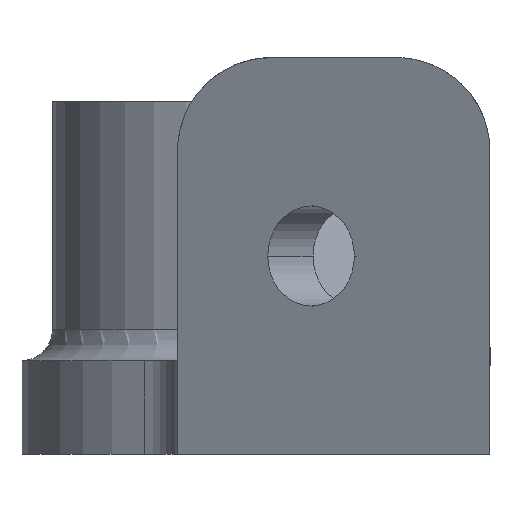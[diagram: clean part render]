
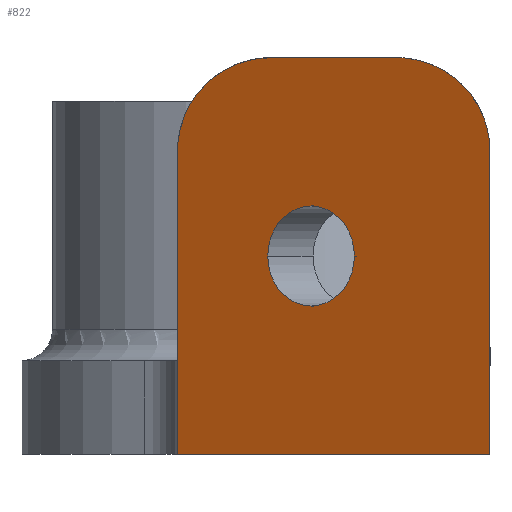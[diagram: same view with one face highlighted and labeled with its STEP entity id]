
A CAD part, left-side view. The second image highlights one B-rep face of the part: STEP entity #822.
In plain terms, the highlighted planar face has unit normal (-0.866, 0.5, 0).
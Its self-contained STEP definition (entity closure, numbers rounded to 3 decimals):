
#16 = CARTESIAN_POINT ( 'NONE',  ( -43.03, -74.531, 19.4 ) ) ;
#28 = CARTESIAN_POINT ( 'NONE',  ( -32.918, -57.016, 25.4 ) ) ;
#30 = ORIENTED_EDGE ( 'NONE', *, *, #1122, .T. ) ;
#65 = EDGE_CURVE ( 'NONE', #1246, #1227, #996, .T. ) ;
#79 = PLANE ( 'NONE',  #1180 ) ;
#80 = CARTESIAN_POINT ( 'NONE',  ( -41.595, -72.045, 25.4 ) ) ;
#86 = CARTESIAN_POINT ( 'NONE',  ( -43.03, -74.531, 22.915 ) ) ;
#91 = FACE_BOUND ( 'NONE', #979, .T. ) ;
#121 = DIRECTION ( 'NONE',  ( 0., 0., -1. ) ) ;
#151 = ORIENTED_EDGE ( 'NONE', *, *, #1201, .T. ) ;
#185 = VERTEX_POINT ( 'NONE', #327 ) ;
#192 = CARTESIAN_POINT ( 'NONE',  ( -39.566, -68.531, 25.4 ) ) ;
#211 = CARTESIAN_POINT ( 'NONE',  ( -43.03, -74.531, 6. ) ) ;
#214 = CARTESIAN_POINT ( 'NONE',  ( -38.02, -65.852, 12.7 ) ) ;
#246 = CARTESIAN_POINT ( 'NONE',  ( -31.483, -54.531, 22.915 ) ) ;
#254 = CARTESIAN_POINT ( 'NONE',  ( -36.42, -63.081, 12.7 ) ) ;
#284 = CARTESIAN_POINT ( 'NONE',  ( -43.03, -74.531, 19.4 ) ) ;
#287 = CARTESIAN_POINT ( 'NONE',  ( -31.483, -54.531, 6. ) ) ;
#292 = DIRECTION ( 'NONE',  ( 0., 0., -1. ) ) ;
#303 = DIRECTION ( 'NONE',  ( 0.866, -0.5, 0. ) ) ;
#309 = ORIENTED_EDGE ( 'NONE', *, *, #65, .T. ) ;
#327 = CARTESIAN_POINT ( 'NONE',  ( -31.483, -54.531, 0. ) ) ;
#403 =( BOUNDED_CURVE ( )  B_SPLINE_CURVE ( 3, ( #284, #86, #80, #192 ),
 .UNSPECIFIED., .F., .F. ) 
 B_SPLINE_CURVE_WITH_KNOTS ( ( 4, 4 ),
 ( 3.142, 4.712 ),
 .UNSPECIFIED. ) 
 CURVE ( )  GEOMETRIC_REPRESENTATION_ITEM ( )  RATIONAL_B_SPLINE_CURVE ( ( 1., 0.805, 0.805, 1. ) ) 
 REPRESENTATION_ITEM ( '' )  );
#413 = CARTESIAN_POINT ( 'NONE',  ( -39.566, -68.531, 25.4 ) ) ;
#461 = CARTESIAN_POINT ( 'NONE',  ( -31.483, -54.531, 19.4 ) ) ;
#472 = LINE ( 'NONE', #645, #955 ) ;
#482 = ORIENTED_EDGE ( 'NONE', *, *, #1270, .T. ) ;
#495 = VERTEX_POINT ( 'NONE', #773 ) ;
#552 = DIRECTION ( 'NONE',  ( -0.5, -0.866, 0. ) ) ;
#587 = CIRCLE ( 'NONE', #731, 3.2 ) ;
#645 = CARTESIAN_POINT ( 'NONE',  ( -31.483, -54.531, 25.4 ) ) ;
#661 = CARTESIAN_POINT ( 'NONE',  ( -31.483, -54.531, 6. ) ) ;
#695 = LINE ( 'NONE', #1027, #936 ) ;
#698 = CARTESIAN_POINT ( 'NONE',  ( -34.947, -60.531, 25.4 ) ) ;
#729 = EDGE_CURVE ( 'NONE', #1227, #185, #1220, .T. ) ;
#731 = AXIS2_PLACEMENT_3D ( 'NONE', #254, #1280, #1338 ) ;
#754 = EDGE_CURVE ( 'NONE', #757, #495, #906, .T. ) ;
#757 = VERTEX_POINT ( 'NONE', #16 ) ;
#766 = CARTESIAN_POINT ( 'NONE',  ( -34.82, -60.309, 12.7 ) ) ;
#773 = CARTESIAN_POINT ( 'NONE',  ( -43.03, -74.531, 0. ) ) ;
#802 = VERTEX_POINT ( 'NONE', #214 ) ;
#812 = FACE_OUTER_BOUND ( 'NONE', #1320, .T. ) ;
#822 = ADVANCED_FACE ( 'NONE', ( #91, #812 ), #79, .F. ) ;
#825 = EDGE_CURVE ( 'NONE', #1225, #802, #840, .T. ) ;
#840 = CIRCLE ( 'NONE', #1110, 3.2 ) ;
#885 = DIRECTION ( 'NONE',  ( 0.5, 0.866, 0. ) ) ;
#906 = LINE ( 'NONE', #211, #1151 ) ;
#936 = VECTOR ( 'NONE', #1345, 1000. ) ;
#938 = VECTOR ( 'NONE', #292, 1000. ) ;
#955 = VECTOR ( 'NONE', #552, 1000. ) ;
#979 = EDGE_LOOP ( 'NONE', ( #1064, #30 ) ) ;
#996 =( BOUNDED_CURVE ( )  B_SPLINE_CURVE ( 3, ( #1167, #28, #246, #1191 ),
 .UNSPECIFIED., .F., .T. ) 
 B_SPLINE_CURVE_WITH_KNOTS ( ( 4, 4 ),
 ( 1.571, 3.142 ),
 .UNSPECIFIED. ) 
 CURVE ( )  GEOMETRIC_REPRESENTATION_ITEM ( )  RATIONAL_B_SPLINE_CURVE ( ( 1., 0.805, 0.805, 1. ) ) 
 REPRESENTATION_ITEM ( '' )  );
#1023 = CARTESIAN_POINT ( 'NONE',  ( -36.42, -63.081, 12.7 ) ) ;
#1027 = CARTESIAN_POINT ( 'NONE',  ( -31.483, -54.531, 0. ) ) ;
#1029 = EDGE_CURVE ( 'NONE', #1246, #1261, #472, .T. ) ;
#1064 = ORIENTED_EDGE ( 'NONE', *, *, #825, .T. ) ;
#1110 = AXIS2_PLACEMENT_3D ( 'NONE', #1023, #303, #885 ) ;
#1120 = DIRECTION ( 'NONE',  ( 0.866, -0.5, 0. ) ) ;
#1122 = EDGE_CURVE ( 'NONE', #802, #1225, #587, .T. ) ;
#1129 = ORIENTED_EDGE ( 'NONE', *, *, #754, .F. ) ;
#1151 = VECTOR ( 'NONE', #121, 1000. ) ;
#1167 = CARTESIAN_POINT ( 'NONE',  ( -34.947, -60.531, 25.4 ) ) ;
#1180 = AXIS2_PLACEMENT_3D ( 'NONE', #287, #1120, #1326 ) ;
#1191 = CARTESIAN_POINT ( 'NONE',  ( -31.483, -54.531, 19.4 ) ) ;
#1201 = EDGE_CURVE ( 'NONE', #757, #1261, #403, .T. ) ;
#1220 = LINE ( 'NONE', #661, #938 ) ;
#1225 = VERTEX_POINT ( 'NONE', #766 ) ;
#1227 = VERTEX_POINT ( 'NONE', #461 ) ;
#1246 = VERTEX_POINT ( 'NONE', #698 ) ;
#1261 = VERTEX_POINT ( 'NONE', #413 ) ;
#1262 = ORIENTED_EDGE ( 'NONE', *, *, #729, .T. ) ;
#1270 = EDGE_CURVE ( 'NONE', #185, #495, #695, .T. ) ;
#1280 = DIRECTION ( 'NONE',  ( 0.866, -0.5, 0. ) ) ;
#1281 = ORIENTED_EDGE ( 'NONE', *, *, #1029, .F. ) ;
#1320 = EDGE_LOOP ( 'NONE', ( #1129, #151, #1281, #309, #1262, #482 ) ) ;
#1326 = DIRECTION ( 'NONE',  ( 0.5, 0.866, 0. ) ) ;
#1338 = DIRECTION ( 'NONE',  ( 0.5, 0.866, 0. ) ) ;
#1345 = DIRECTION ( 'NONE',  ( -0.5, -0.866, 0. ) ) ;
